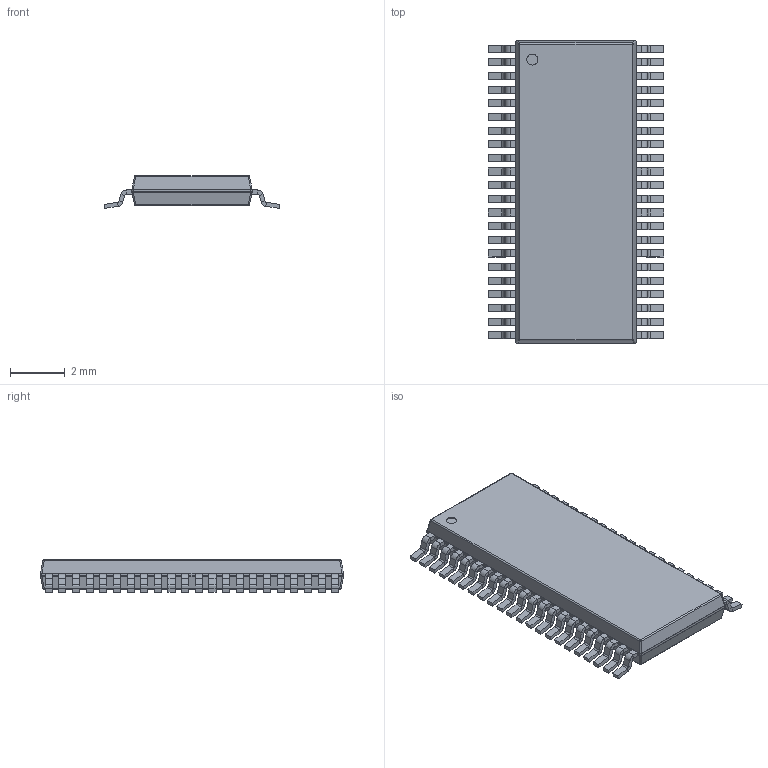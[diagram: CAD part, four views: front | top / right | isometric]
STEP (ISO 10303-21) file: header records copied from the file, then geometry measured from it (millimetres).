
FILE_DESCRIPTION(('FreeCAD Model'),'2;1');
FILE_NAME('TSSOP44.step', '2020-09-21T15:56:32',('Author'),(''), 'Open CASCADE STEP processor 7.3','FreeCAD','Unknown');
FILE_SCHEMA(('AUTOMOTIVE_DESIGN { 1 0 10303 214 1 1 1 1 }'));
Length unit declared in the file: millimetre
Products named in the file (2): Fusion002; Cut
Bounding box: 6.44 x 11.1 x 1.2 mm (x, y, z)
Volume: 55.8 mm3; surface area: 204 mm2
Topology: 45 solids, 45 shells, 1028 faces, 2059 edges, 1114 vertices
Faces by surface type: plane 807, cylinder 205, bspline 8, sphere 8
Full cylindrical faces by diameter (mm): 0.4 x1
Entity records: 53441 total; most frequent: CARTESIAN_POINT 10008, DIRECTION 8261, LINE 5109, VECTOR 5109, ORIENTED_EDGE 4102, PCURVE 4102, DEFINITIONAL_REPRESENTATION 4102, EDGE_CURVE 2051
